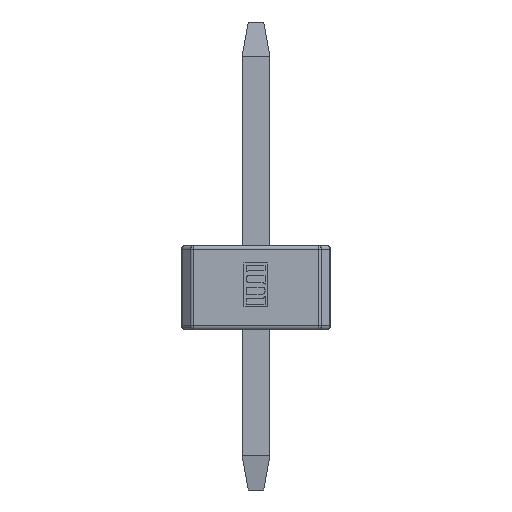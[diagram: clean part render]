
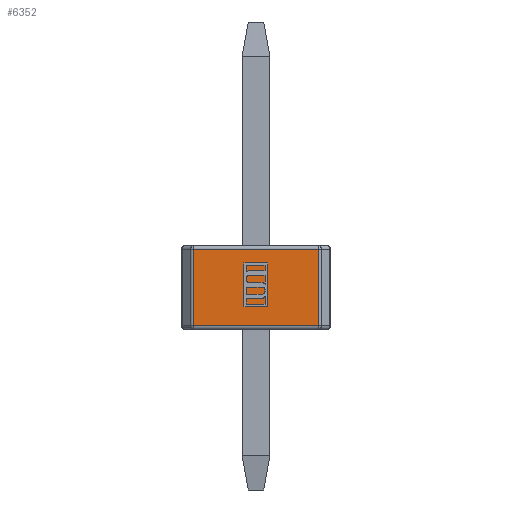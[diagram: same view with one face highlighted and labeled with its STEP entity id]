
A CAD part, left-side view. The second image highlights one B-rep face of the part: STEP entity #6352.
In plain terms, the highlighted face is planar.
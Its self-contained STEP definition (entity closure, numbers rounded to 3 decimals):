
#125=PLANE('',#7045);
#519=FACE_OUTER_BOUND('',#943,.T.);
#943=EDGE_LOOP('',(#4724,#4725,#4726,#4727));
#1260=LINE('',#9581,#1880);
#1409=LINE('',#10204,#2029);
#1410=LINE('',#10208,#2030);
#1411=LINE('',#10209,#2031);
#1880=VECTOR('',#7493,10.);
#2029=VECTOR('',#8224,10.);
#2030=VECTOR('',#8229,10.);
#2031=VECTOR('',#8230,10.);
#2803=VERTEX_POINT('',#9578);
#2804=VERTEX_POINT('',#9580);
#2987=VERTEX_POINT('',#10203);
#2988=VERTEX_POINT('',#10207);
#3319=EDGE_CURVE('',#2803,#2804,#1260,.T.);
#3631=EDGE_CURVE('',#2804,#2987,#1409,.T.);
#3633=EDGE_CURVE('',#2988,#2803,#1410,.T.);
#3634=EDGE_CURVE('',#2987,#2988,#1411,.T.);
#4724=ORIENTED_EDGE('',*,*,#3319,.F.);
#4725=ORIENTED_EDGE('',*,*,#3633,.F.);
#4726=ORIENTED_EDGE('',*,*,#3634,.F.);
#4727=ORIENTED_EDGE('',*,*,#3631,.F.);
#6352=ADVANCED_FACE('',(#519),#125,.F.);
#7045=AXIS2_PLACEMENT_3D('',#10206,#8227,#8228);
#7493=DIRECTION('',(0.,0.,-1.));
#8224=DIRECTION('',(0.,-1.,0.));
#8227=DIRECTION('center_axis',(-1.,0.,0.));
#8228=DIRECTION('ref_axis',(0.,0.,1.));
#8229=DIRECTION('',(0.,1.,0.));
#8230=DIRECTION('',(0.,0.,1.));
#9578=CARTESIAN_POINT('',(-22.86,1.15,0.899));
#9580=CARTESIAN_POINT('',(-22.86,1.15,-0.899));
#9581=CARTESIAN_POINT('',(-22.86,1.15,0.586));
#10203=CARTESIAN_POINT('',(-22.86,0.05,-0.899));
#10204=CARTESIAN_POINT('',(-22.86,-2.4,-0.899));
#10206=CARTESIAN_POINT('Origin',(-22.86,-2.5,2.242));
#10207=CARTESIAN_POINT('',(-22.86,0.05,0.899));
#10208=CARTESIAN_POINT('',(-22.86,-2.4,0.899));
#10209=CARTESIAN_POINT('',(-22.86,0.05,0.586));
